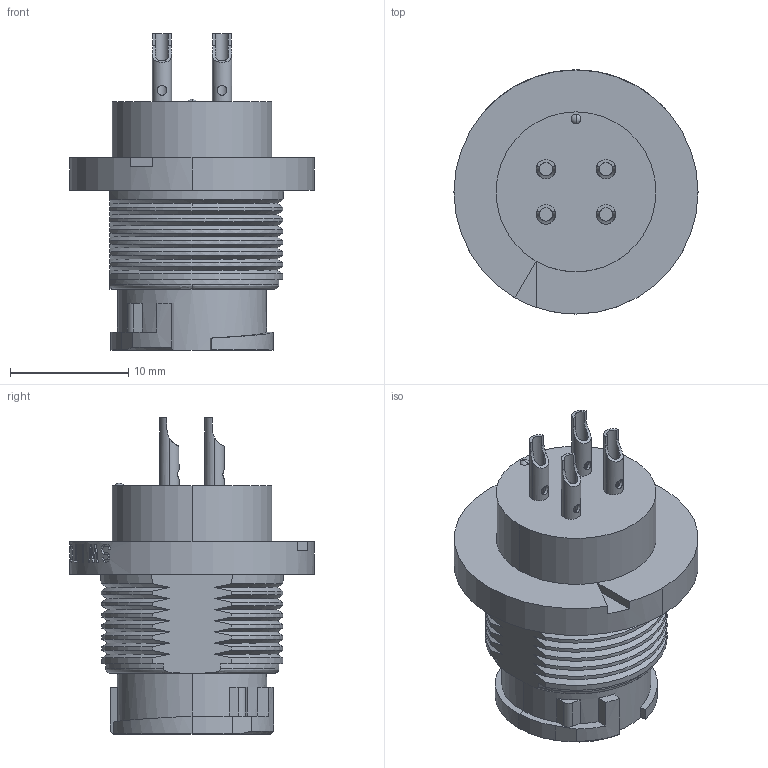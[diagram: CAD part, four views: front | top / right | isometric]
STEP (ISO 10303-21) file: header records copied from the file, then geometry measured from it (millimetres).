
FILE_DESCRIPTION (( 'STEP AP214' ), '1' );
FILE_NAME ('EN3P4FX.STEP', '2014-07-01T16:51:50', ( '' ), ( '' ), 'SwSTEP 2.0', 'SolidWorks 2014', '' );
FILE_SCHEMA (( 'AUTOMOTIVE_DESIGN' ));
Length unit declared in the file: inch
Products named in the file (1): EN3P4FX
Bounding box: 20.62 x 20.62 x 26.72 mm (x, y, z)
Volume: 3474.2 mm3; surface area: 2293.5 mm2
Topology: 1 solids, 1 shells, 433 faces, 1198 edges, 791 vertices
Faces by surface type: plane 293, cylinder 67, cone 60, bspline 10, sphere 3
Entity records: 14541 total; most frequent: CARTESIAN_POINT 3877, ORIENTED_EDGE 2394, DIRECTION 2027, EDGE_CURVE 1197, VERTEX_POINT 791, VECTOR 689, LINE 689, AXIS2_PLACEMENT_3D 669
